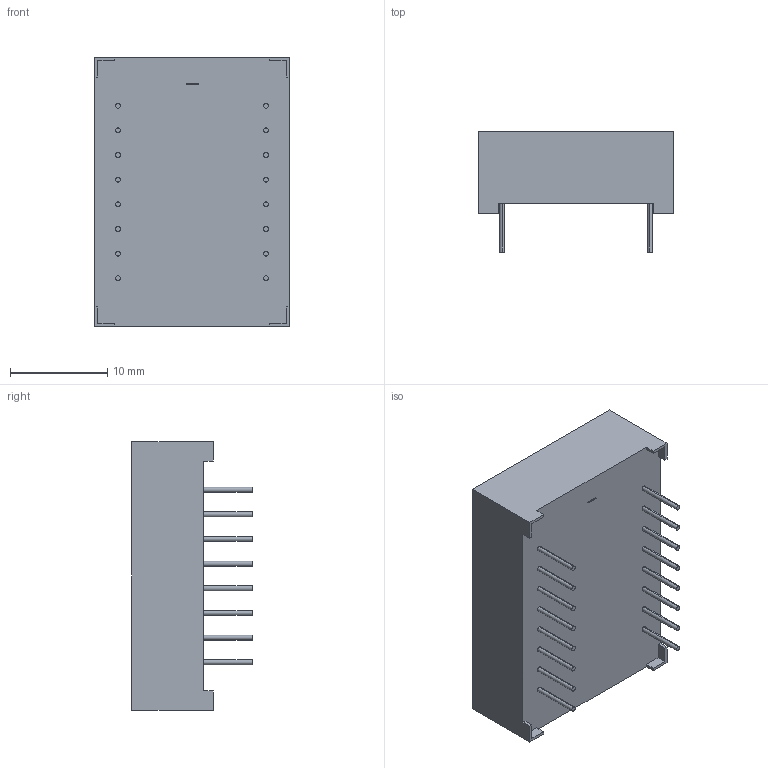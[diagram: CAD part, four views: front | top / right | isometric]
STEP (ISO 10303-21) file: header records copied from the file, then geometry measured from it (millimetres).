
FILE_DESCRIPTION (( 'STEP AP214' ), '1' );
FILE_NAME ('XDxx20.STEP', '2015-08-31T16:26:26', ( '' ), ( '' ), 'SwSTEP 2.0', 'SolidWorks 2012', '' );
FILE_SCHEMA (( 'AUTOMOTIVE_DESIGN' ));
Length unit declared in the file: millimetre
Products named in the file (1): XDxx20
Bounding box: 20 x 12.4 x 27.7 mm (x, y, z)
Volume: 4108.5 mm3; surface area: 1987.5 mm2
Topology: 1 solids, 1 shells, 306 faces, 789 edges, 526 vertices
Faces by surface type: plane 201, bspline 69, cylinder 36
Entity records: 15224 total; most frequent: CARTESIAN_POINT 5459, ORIENTED_EDGE 1578, DIRECTION 1199, EDGE_CURVE 789, VECTOR 579, LINE 579, VERTEX_POINT 526, EDGE_LOOP 347
